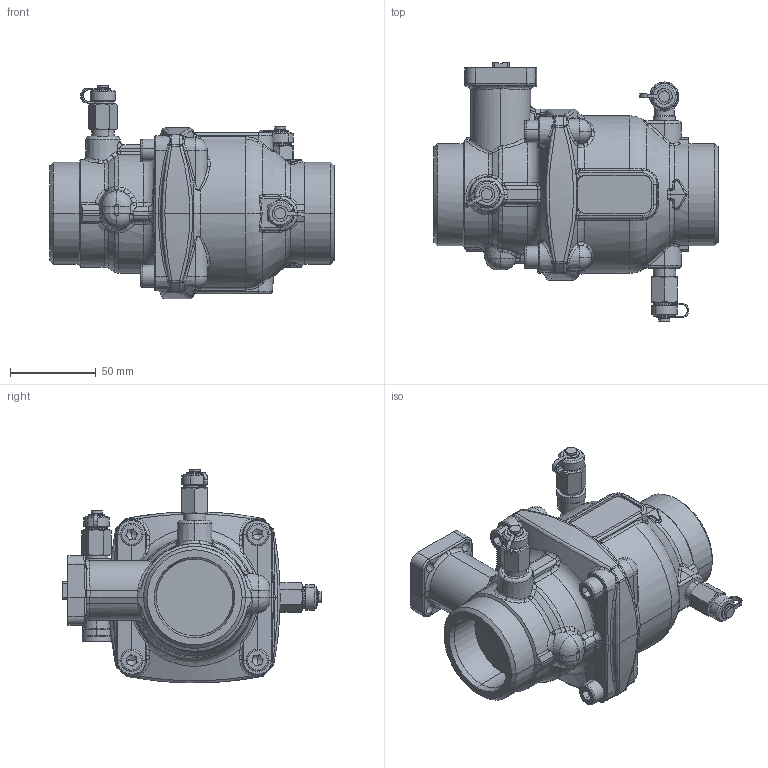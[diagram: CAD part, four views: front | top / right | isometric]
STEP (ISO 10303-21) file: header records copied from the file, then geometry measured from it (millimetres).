
FILE_DESCRIPTION(('CATIA V5 STEP Exchange'),'2;1');
FILE_NAME('STEP_145895_-_TST.stp','2018-11-29T16:15:31+00:00',('none'),('none'),'CATIA Version 5-6 Release 2016 SP4','CATIA V5 STEP AP203','none');
FILE_SCHEMA(('CONFIG_CONTROL_DESIGN'));
Products named in the file (1): 145895 - TST
Bounding box: 166 x 151 x 125 mm (x, y, z)
Volume: 838457.4 mm3; surface area: 84035.7 mm2
Topology: 1 solids, 5 shells, 1133 faces, 2880 edges, 1765 vertices
Faces by surface type: bspline 333, plane 270, cylinder 253, cone 175, torus 72, sphere 26, revolution 4
Entity records: 42567 total; most frequent: CARTESIAN_POINT 20564, ORIENTED_EDGE 5720, DIRECTION 2928, EDGE_CURVE 2860, VERTEX_POINT 1765, AXIS2_PLACEMENT_3D 1359, EDGE_LOOP 1183, ADVANCED_FACE 1133
